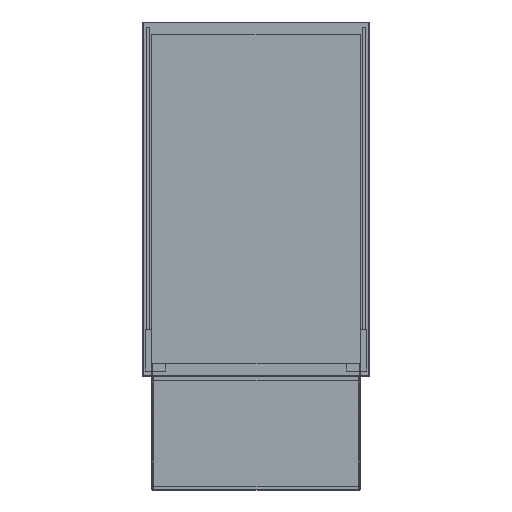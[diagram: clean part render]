
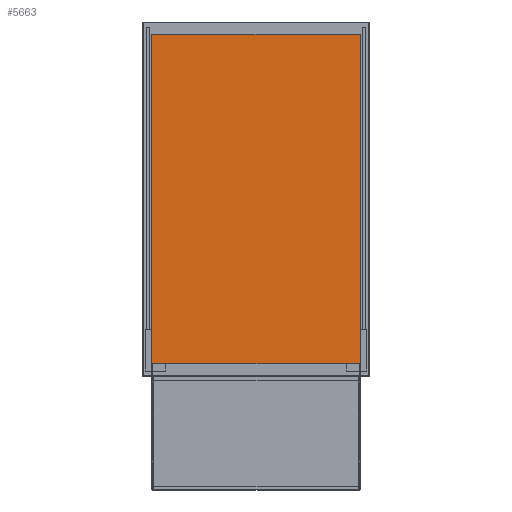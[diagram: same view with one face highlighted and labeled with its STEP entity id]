
A CAD part, front view. The second image highlights one B-rep face of the part: STEP entity #5663.
In plain terms, the highlighted planar face has unit normal (0, -1, 0).
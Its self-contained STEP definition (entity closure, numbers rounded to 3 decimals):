
#225 = DIRECTION ( 'NONE',  ( 1., 0., 0. ) ) ;
#1261 = VERTEX_POINT ( 'NONE', #3743 ) ;
#1544 = VECTOR ( 'NONE', #7251, 1000. ) ;
#1603 = ORIENTED_EDGE ( 'NONE', *, *, #4058, .F. ) ;
#1948 = LINE ( 'NONE', #2763, #8573 ) ;
#2067 = LINE ( 'NONE', #7688, #1544 ) ;
#2265 = FACE_OUTER_BOUND ( 'NONE', #2691, .T. ) ;
#2459 = CARTESIAN_POINT ( 'NONE',  ( 205., 0., -323. ) ) ;
#2691 = EDGE_LOOP ( 'NONE', ( #7081, #6629, #3871, #1603 ) ) ;
#2763 = CARTESIAN_POINT ( 'NONE',  ( -205., 0., 323. ) ) ;
#2962 = CARTESIAN_POINT ( 'NONE',  ( 205., 0., -323. ) ) ;
#3743 = CARTESIAN_POINT ( 'NONE',  ( -205., 0., 323. ) ) ;
#3809 = DIRECTION ( 'NONE',  ( 0., 0., -1. ) ) ;
#3871 = ORIENTED_EDGE ( 'NONE', *, *, #5903, .F. ) ;
#3994 = CARTESIAN_POINT ( 'NONE',  ( 205., 0., 323. ) ) ;
#4058 = EDGE_CURVE ( 'NONE', #7157, #8034, #4300, .T. ) ;
#4300 = LINE ( 'NONE', #5063, #7707 ) ;
#4460 = LINE ( 'NONE', #2459, #7751 ) ;
#5063 = CARTESIAN_POINT ( 'NONE',  ( -205., 0., -323. ) ) ;
#5224 = CARTESIAN_POINT ( 'NONE',  ( -205., 0., -323. ) ) ;
#5447 = EDGE_CURVE ( 'NONE', #7288, #7157, #4460, .T. ) ;
#5453 = CARTESIAN_POINT ( 'NONE',  ( 0., 0., 0. ) ) ;
#5663 = ADVANCED_FACE ( 'NONE', ( #2265 ), #6772, .F. ) ;
#5903 = EDGE_CURVE ( 'NONE', #8034, #1261, #2067, .T. ) ;
#6116 = DIRECTION ( 'NONE',  ( 0., 0., 1. ) ) ;
#6232 = EDGE_CURVE ( 'NONE', #1261, #7288, #1948, .T. ) ;
#6629 = ORIENTED_EDGE ( 'NONE', *, *, #6232, .F. ) ;
#6772 = PLANE ( 'NONE',  #7668 ) ;
#6948 = DIRECTION ( 'NONE',  ( -1., 0., 0. ) ) ;
#7081 = ORIENTED_EDGE ( 'NONE', *, *, #5447, .F. ) ;
#7157 = VERTEX_POINT ( 'NONE', #2962 ) ;
#7251 = DIRECTION ( 'NONE',  ( 0., 0., 1. ) ) ;
#7288 = VERTEX_POINT ( 'NONE', #3994 ) ;
#7471 = DIRECTION ( 'NONE',  ( 0., 1., 0. ) ) ;
#7668 = AXIS2_PLACEMENT_3D ( 'NONE', #5453, #7471, #6116 ) ;
#7688 = CARTESIAN_POINT ( 'NONE',  ( -205., 0., -323. ) ) ;
#7707 = VECTOR ( 'NONE', #6948, 1000. ) ;
#7751 = VECTOR ( 'NONE', #3809, 1000. ) ;
#8034 = VERTEX_POINT ( 'NONE', #5224 ) ;
#8573 = VECTOR ( 'NONE', #225, 1000. ) ;
